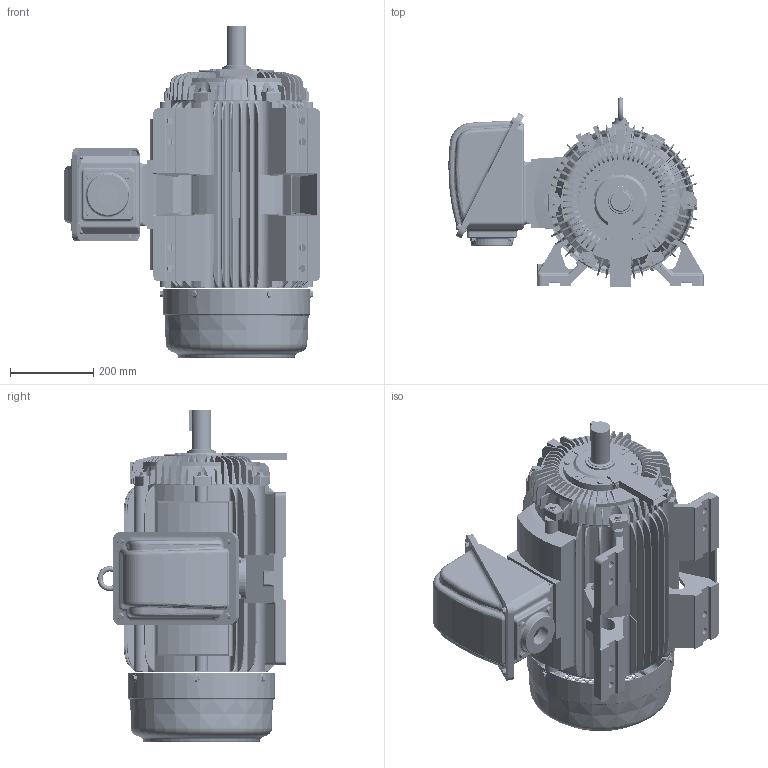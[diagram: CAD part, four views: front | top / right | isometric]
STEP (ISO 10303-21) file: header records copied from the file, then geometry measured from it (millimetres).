
FILE_DESCRIPTION(('CATIA V5 STEP Exchange'),'2;1');
FILE_NAME('AEHH8N 326TSX TWMI.stp','2021-05-31T02:35:40+00:00',('none'),('none'),'Unofficial Packaging Version','CATIA V5 STEP AP203','none');
FILE_SCHEMA(('CONFIG_CONTROL_DESIGN'));
Products named in the file (1): AEHH8N 326TSX TWMI
Bounding box: 614.49 x 455.55 x 798.94 mm (x, y, z)
Volume: 13828701.1 mm3; surface area: 3489185.2 mm2
Topology: 3 solids, 21 shells, 6195 faces, 17570 edges, 11559 vertices
Faces by surface type: plane 2488, cylinder 2304, bspline 694, cone 385, torus 316, sphere 8
Entity records: 243685 total; most frequent: CARTESIAN_POINT 96995, ORIENTED_EDGE 35056, DIRECTION 22737, EDGE_CURVE 17528, VERTEX_POINT 11559, AXIS2_PLACEMENT_3D 8965, VECTOR 8334, LINE 8334
